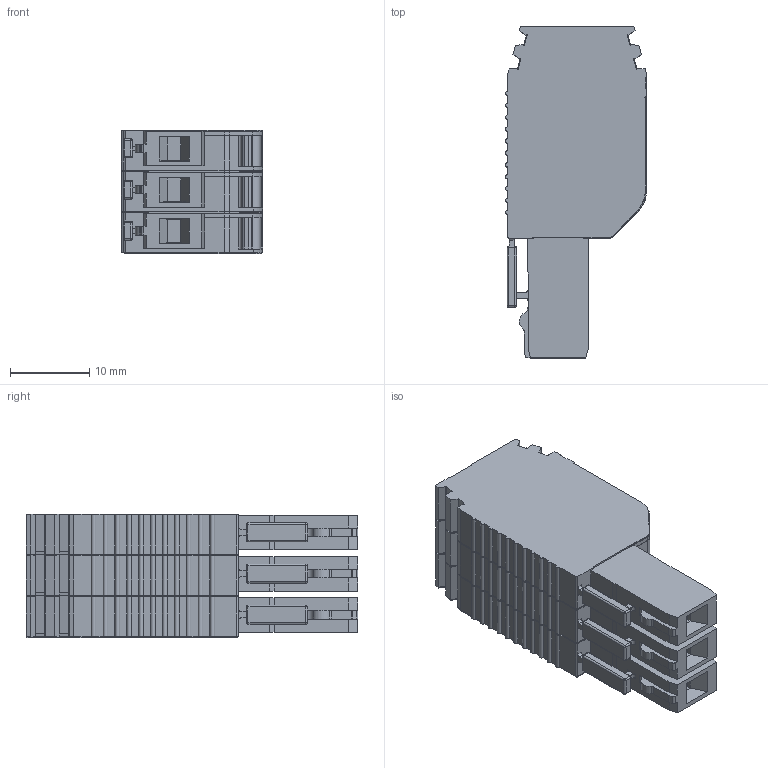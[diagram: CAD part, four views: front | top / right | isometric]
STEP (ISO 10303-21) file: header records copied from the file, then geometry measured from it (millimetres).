
FILE_DESCRIPTION (( 'STEP AP214' ), '1' );
FILE_NAME ('310209_SG_PT 2.5_3_Grey.STEP', '2017-09-27T05:04:13', ( '' ), ( '' ), 'SwSTEP 2.0', 'SolidWorks 2017', '' );
FILE_SCHEMA (( 'AUTOMOTIVE_DESIGN' ));
Length unit declared in the file: millimetre
Products named in the file (1): 310209_SG_PT 2.5_3_Grey
Bounding box: 17.82 x 41.9 x 15.6 mm (x, y, z)
Volume: 7923.2 mm3; surface area: 4181.2 mm2
Topology: 1 solids, 4 shells, 851 faces, 2383 edges, 1531 vertices
Faces by surface type: plane 604, cylinder 223, bspline 24
Entity records: 27234 total; most frequent: CARTESIAN_POINT 5120, ORIENTED_EDGE 4718, DIRECTION 4458, EDGE_CURVE 2359, VECTOR 1904, LINE 1904, VERTEX_POINT 1531, AXIS2_PLACEMENT_3D 1277
